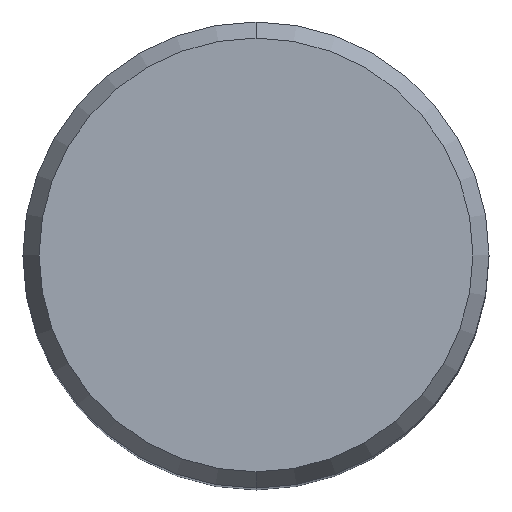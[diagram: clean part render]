
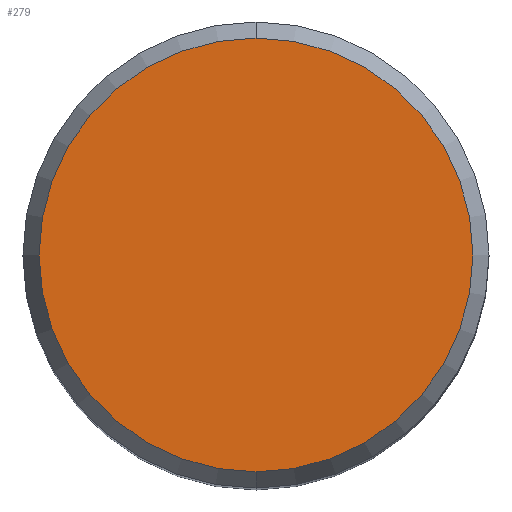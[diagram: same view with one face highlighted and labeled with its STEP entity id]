
A CAD part, top view. The second image highlights one B-rep face of the part: STEP entity #279.
In plain terms, the highlighted planar face has unit normal (0, 0, 1).
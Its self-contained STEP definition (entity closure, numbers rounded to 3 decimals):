
#173=VERTEX_POINT('',#465);
#205=VERTEX_POINT('',#499);
#279=ADVANCED_FACE('',(#581),#582,.T.);
#325=EDGE_CURVE('',#173,#205,#633,.T.);
#425=EDGE_CURVE('',#205,#173,#743,.T.);
#465=CARTESIAN_POINT('',(0.,-9.307,0.0));
#499=CARTESIAN_POINT('',(0.0,9.307,0.0));
#581=FACE_OUTER_BOUND('',#1150,.T.);
#582=PLANE('',#1151);
#633=CIRCLE('',#1264,9.307);
#743=CIRCLE('',#1497,9.307);
#1150=EDGE_LOOP('',(#1673,#1674));
#1151=AXIS2_PLACEMENT_3D('',#1675,#1676,#1677);
#1264=AXIS2_PLACEMENT_3D('',#1749,#1750,#1751);
#1497=AXIS2_PLACEMENT_3D('',#1863,#1864,#1865);
#1673=ORIENTED_EDGE('',*,*,#425,.F.);
#1674=ORIENTED_EDGE('',*,*,#325,.F.);
#1675=CARTESIAN_POINT('',(0.0,4.654,0.0));
#1676=DIRECTION('',(-0.0,0.0,1.0));
#1677=DIRECTION('',(0.0,-1.0,0.0));
#1749=CARTESIAN_POINT('',(0.0,0.0,0.0));
#1750=DIRECTION('',(0.0,0.0,-1.0));
#1751=DIRECTION('',(0.0,1.0,0.0));
#1863=CARTESIAN_POINT('',(0.0,0.0,0.0));
#1864=DIRECTION('',(0.0,0.0,-1.0));
#1865=DIRECTION('',(0.0,1.0,0.0));
